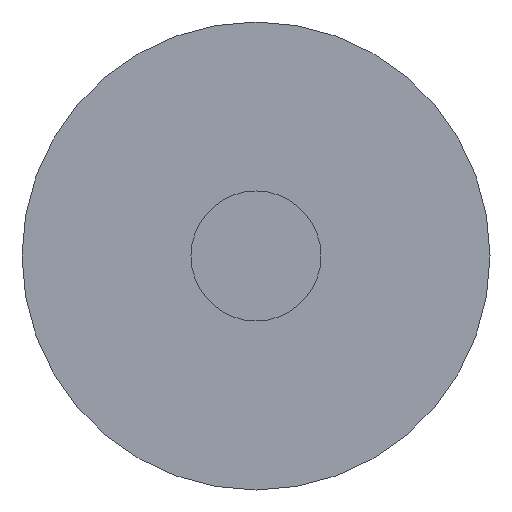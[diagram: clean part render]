
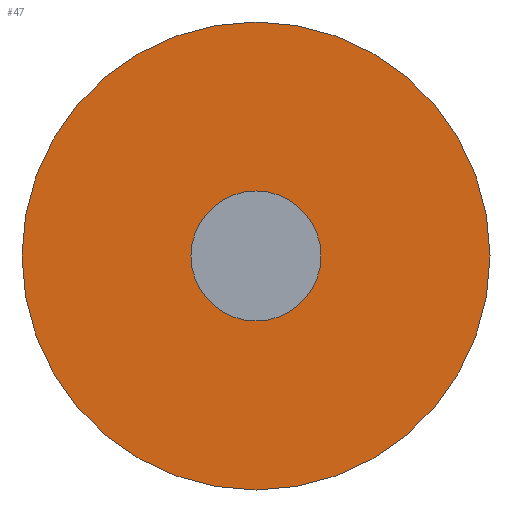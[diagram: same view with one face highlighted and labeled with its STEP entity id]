
A CAD part, front view. The second image highlights one B-rep face of the part: STEP entity #47.
In plain terms, the highlighted planar face has unit normal (0, -1, 0).
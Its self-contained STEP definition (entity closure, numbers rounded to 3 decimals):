
#14 = CIRCLE ( 'NONE', #43, 12.5 ) ;
#17 = EDGE_CURVE ( 'NONE', #161, #29, #106, .T. ) ;
#26 = AXIS2_PLACEMENT_3D ( 'NONE', #144, #179, #213 ) ;
#27 = DIRECTION ( 'NONE',  ( 0., 0., 1. ) ) ;
#29 = VERTEX_POINT ( 'NONE', #65 ) ;
#30 = CARTESIAN_POINT ( 'NONE',  ( 0., 0., 45. ) ) ;
#32 = VERTEX_POINT ( 'NONE', #30 ) ;
#37 = DIRECTION ( 'NONE',  ( 0., 0., 1. ) ) ;
#43 = AXIS2_PLACEMENT_3D ( 'NONE', #53, #186, #205 ) ;
#47 = ADVANCED_FACE ( 'NONE', ( #134, #96 ), #83, .F. ) ;
#51 = AXIS2_PLACEMENT_3D ( 'NONE', #203, #115, #37 ) ;
#52 = AXIS2_PLACEMENT_3D ( 'NONE', #131, #168, #27 ) ;
#53 = CARTESIAN_POINT ( 'NONE',  ( 0., 0., 0. ) ) ;
#62 = CARTESIAN_POINT ( 'NONE',  ( 0., 0., 0. ) ) ;
#65 = CARTESIAN_POINT ( 'NONE',  ( 0., 0., -12.5 ) ) ;
#73 = EDGE_CURVE ( 'NONE', #32, #165, #130, .T. ) ;
#81 = EDGE_LOOP ( 'NONE', ( #185, #166 ) ) ;
#83 = PLANE ( 'NONE',  #52 ) ;
#92 = DIRECTION ( 'NONE',  ( 0., 1., 0. ) ) ;
#96 = FACE_OUTER_BOUND ( 'NONE', #212, .T. ) ;
#106 = CIRCLE ( 'NONE', #26, 12.5 ) ;
#109 = ORIENTED_EDGE ( 'NONE', *, *, #73, .F. ) ;
#115 = DIRECTION ( 'NONE',  ( 0., 1., 0. ) ) ;
#125 = DIRECTION ( 'NONE',  ( 0., 0., 1. ) ) ;
#128 = AXIS2_PLACEMENT_3D ( 'NONE', #62, #92, #125 ) ;
#130 = CIRCLE ( 'NONE', #128, 45. ) ;
#131 = CARTESIAN_POINT ( 'NONE',  ( 0., 0., 0. ) ) ;
#134 = FACE_BOUND ( 'NONE', #81, .T. ) ;
#144 = CARTESIAN_POINT ( 'NONE',  ( 0., 0., 0. ) ) ;
#155 = CARTESIAN_POINT ( 'NONE',  ( 0., 0., -45. ) ) ;
#158 = EDGE_CURVE ( 'NONE', #29, #161, #14, .T. ) ;
#161 = VERTEX_POINT ( 'NONE', #200 ) ;
#165 = VERTEX_POINT ( 'NONE', #155 ) ;
#166 = ORIENTED_EDGE ( 'NONE', *, *, #158, .F. ) ;
#168 = DIRECTION ( 'NONE',  ( 0., 1., 0. ) ) ;
#179 = DIRECTION ( 'NONE',  ( 0., -1., 0. ) ) ;
#185 = ORIENTED_EDGE ( 'NONE', *, *, #17, .F. ) ;
#186 = DIRECTION ( 'NONE',  ( 0., -1., 0. ) ) ;
#198 = ORIENTED_EDGE ( 'NONE', *, *, #207, .F. ) ;
#200 = CARTESIAN_POINT ( 'NONE',  ( 0., 0., 12.5 ) ) ;
#203 = CARTESIAN_POINT ( 'NONE',  ( 0., 0., 0. ) ) ;
#205 = DIRECTION ( 'NONE',  ( 0., 0., -1. ) ) ;
#207 = EDGE_CURVE ( 'NONE', #165, #32, #218, .T. ) ;
#212 = EDGE_LOOP ( 'NONE', ( #198, #109 ) ) ;
#213 = DIRECTION ( 'NONE',  ( 0., 0., -1. ) ) ;
#218 = CIRCLE ( 'NONE', #51, 45. ) ;
